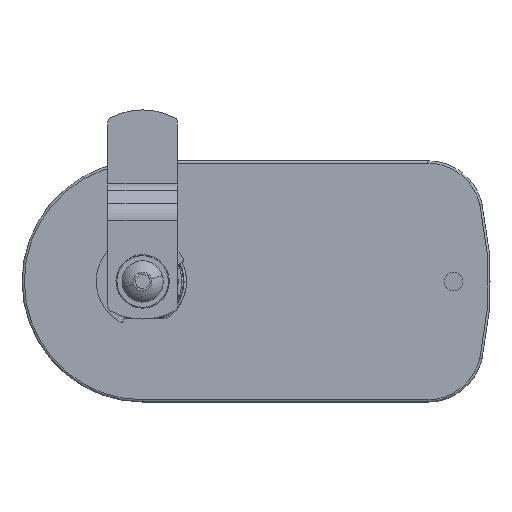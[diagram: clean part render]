
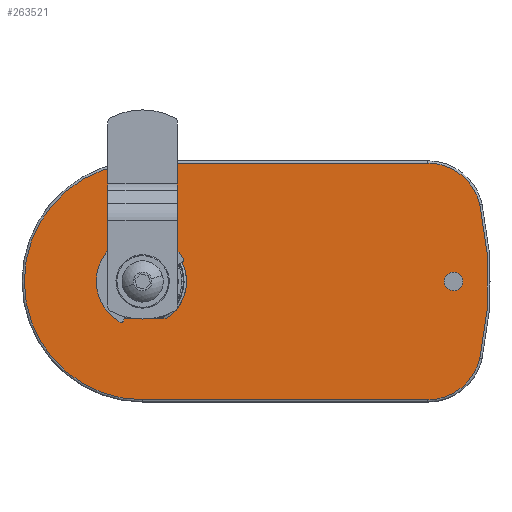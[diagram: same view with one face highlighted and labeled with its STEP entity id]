
A CAD part, front view. The second image highlights one B-rep face of the part: STEP entity #263521.
In plain terms, the highlighted planar face has unit normal (0, -1, 0).
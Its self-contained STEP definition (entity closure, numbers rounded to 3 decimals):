
#9219 = DIRECTION ( 'NONE',  ( 0., -1., 0. ) ) ;
#12963 = VERTEX_POINT ( 'NONE', #50639 ) ;
#14050 = ORIENTED_EDGE ( 'NONE', *, *, #147912, .T. ) ;
#25081 = CARTESIAN_POINT ( 'NONE',  ( -24.5, 0., 25.491 ) ) ;
#27717 = CARTESIAN_POINT ( 'NONE',  ( -24.5, 0., 25.491 ) ) ;
#29711 = CIRCLE ( 'NONE', #221279, 25.491 ) ;
#32650 = DIRECTION ( 'NONE',  ( 0., -1., 0. ) ) ;
#32870 = DIRECTION ( 'NONE',  ( 0., 0., -1. ) ) ;
#33949 = CARTESIAN_POINT ( 'NONE',  ( 42.5, 0., 0. ) ) ;
#37681 = CARTESIAN_POINT ( 'NONE',  ( -24.5, 0., 0. ) ) ;
#38351 = FACE_OUTER_BOUND ( 'NONE', #189014, .T. ) ;
#38580 = DIRECTION ( 'NONE',  ( 0., 0., -1. ) ) ;
#39228 = CARTESIAN_POINT ( 'NONE',  ( -24.5, 0., 0. ) ) ;
#39533 = VERTEX_POINT ( 'NONE', #231328 ) ;
#43107 = AXIS2_PLACEMENT_3D ( 'NONE', #33949, #262182, #197392 ) ;
#48843 = DIRECTION ( 'NONE',  ( 0., 0., -1. ) ) ;
#50639 = CARTESIAN_POINT ( 'NONE',  ( 42.5, 0., -2. ) ) ;
#54513 = PLANE ( 'NONE',  #262494 ) ;
#54905 = DIRECTION ( 'NONE',  ( 1., 0., 0. ) ) ;
#59243 = ORIENTED_EDGE ( 'NONE', *, *, #203768, .F. ) ;
#62976 = DIRECTION ( 'NONE',  ( 0., 0., -1. ) ) ;
#67287 = CIRCLE ( 'NONE', #116225, 11.491 ) ;
#69839 = CARTESIAN_POINT ( 'NONE',  ( 36.925, 0., 14. ) ) ;
#70983 = VERTEX_POINT ( 'NONE', #230493 ) ;
#72496 = DIRECTION ( 'NONE',  ( 0., -1., 0. ) ) ;
#75507 = CARTESIAN_POINT ( 'NONE',  ( 0., 0., 0. ) ) ;
#75945 = VERTEX_POINT ( 'NONE', #115650 ) ;
#80597 = DIRECTION ( 'NONE',  ( 0., 0., -1. ) ) ;
#81505 = CARTESIAN_POINT ( 'NONE',  ( 36.925, 0., -14. ) ) ;
#95616 = ORIENTED_EDGE ( 'NONE', *, *, #186668, .T. ) ;
#97747 = LINE ( 'NONE', #25081, #117438 ) ;
#114346 = VERTEX_POINT ( 'NONE', #253801 ) ;
#115650 = CARTESIAN_POINT ( 'NONE',  ( -24.5, 0., -25.491 ) ) ;
#116225 = AXIS2_PLACEMENT_3D ( 'NONE', #69839, #72496, #48843 ) ;
#117438 = VECTOR ( 'NONE', #191203, 1000. ) ;
#117910 = CARTESIAN_POINT ( 'NONE',  ( 36.925, 0., -25.491 ) ) ;
#125053 = AXIS2_PLACEMENT_3D ( 'NONE', #37681, #140839, #38580 ) ;
#140839 = DIRECTION ( 'NONE',  ( 0., -1., 0. ) ) ;
#142895 = FACE_BOUND ( 'NONE', #167385, .T. ) ;
#147605 = ORIENTED_EDGE ( 'NONE', *, *, #155108, .T. ) ;
#147912 = EDGE_CURVE ( 'NONE', #114346, #200012, #97747, .T. ) ;
#151882 = CARTESIAN_POINT ( 'NONE',  ( 48.129, 0., -16.554 ) ) ;
#155108 = EDGE_CURVE ( 'NONE', #75945, #222092, #267264, .T. ) ;
#155250 = CARTESIAN_POINT ( 'NONE',  ( 42.5, 0., 0. ) ) ;
#158203 = EDGE_CURVE ( 'NONE', #222092, #199882, #169379, .T. ) ;
#164572 = ORIENTED_EDGE ( 'NONE', *, *, #158203, .T. ) ;
#167385 = EDGE_LOOP ( 'NONE', ( #59243, #193387 ) ) ;
#169379 = CIRCLE ( 'NONE', #170658, 11.491 ) ;
#170658 = AXIS2_PLACEMENT_3D ( 'NONE', #81505, #267742, #80597 ) ;
#181345 = CIRCLE ( 'NONE', #125053, 74.491 ) ;
#183385 = EDGE_CURVE ( 'NONE', #39533, #12963, #237217, .T. ) ;
#185252 = DIRECTION ( 'NONE',  ( 0., -1., 0. ) ) ;
#186668 = EDGE_CURVE ( 'NONE', #199882, #70983, #181345, .T. ) ;
#187936 = EDGE_CURVE ( 'NONE', #70983, #114346, #67287, .T. ) ;
#189014 = EDGE_LOOP ( 'NONE', ( #14050, #205283, #147605, #164572, #95616, #218155 ) ) ;
#191203 = DIRECTION ( 'NONE',  ( -1., 0., 0. ) ) ;
#193056 = AXIS2_PLACEMENT_3D ( 'NONE', #155250, #9219, #32870 ) ;
#193387 = ORIENTED_EDGE ( 'NONE', *, *, #183385, .F. ) ;
#197392 = DIRECTION ( 'NONE',  ( 0., 0., -1. ) ) ;
#197477 = EDGE_CURVE ( 'NONE', #200012, #75945, #29711, .T. ) ;
#199882 = VERTEX_POINT ( 'NONE', #151882 ) ;
#200012 = VERTEX_POINT ( 'NONE', #27717 ) ;
#203768 = EDGE_CURVE ( 'NONE', #12963, #39533, #230435, .T. ) ;
#205283 = ORIENTED_EDGE ( 'NONE', *, *, #197477, .T. ) ;
#218155 = ORIENTED_EDGE ( 'NONE', *, *, #187936, .T. ) ;
#221279 = AXIS2_PLACEMENT_3D ( 'NONE', #39228, #185252, #62976 ) ;
#221498 = DIRECTION ( 'NONE',  ( 0., 0., -1. ) ) ;
#222092 = VERTEX_POINT ( 'NONE', #262697 ) ;
#230435 = CIRCLE ( 'NONE', #43107, 2. ) ;
#230493 = CARTESIAN_POINT ( 'NONE',  ( 48.129, 0., 16.554 ) ) ;
#231328 = CARTESIAN_POINT ( 'NONE',  ( 42.5, 0., 2. ) ) ;
#237217 = CIRCLE ( 'NONE', #193056, 2. ) ;
#253801 = CARTESIAN_POINT ( 'NONE',  ( 36.925, 0., 25.491 ) ) ;
#262182 = DIRECTION ( 'NONE',  ( 0., -1., 0. ) ) ;
#262494 = AXIS2_PLACEMENT_3D ( 'NONE', #75507, #32650, #221498 ) ;
#262697 = CARTESIAN_POINT ( 'NONE',  ( 36.925, 0., -25.491 ) ) ;
#263521 = ADVANCED_FACE ( 'NONE', ( #38351, #142895 ), #54513, .T. ) ;
#264077 = VECTOR ( 'NONE', #54905, 1000. ) ;
#267264 = LINE ( 'NONE', #117910, #264077 ) ;
#267742 = DIRECTION ( 'NONE',  ( 0., -1., 0. ) ) ;
